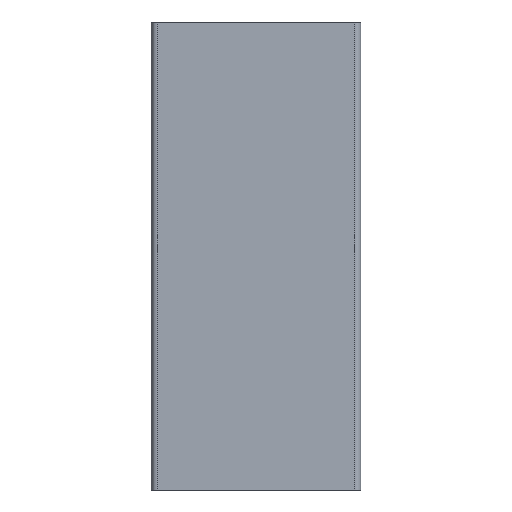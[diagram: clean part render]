
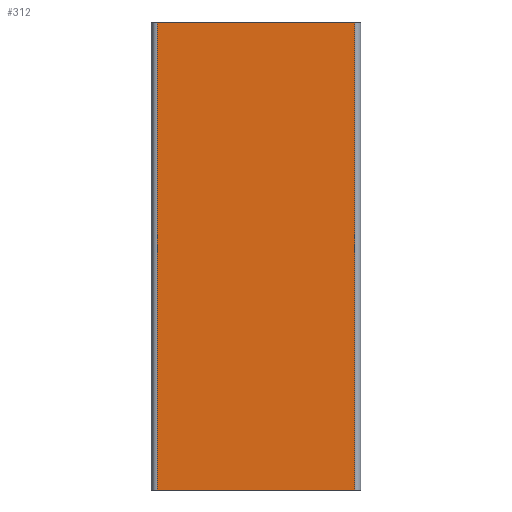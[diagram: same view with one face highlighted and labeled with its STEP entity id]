
A CAD part, front view. The second image highlights one B-rep face of the part: STEP entity #312.
In plain terms, the highlighted planar face has unit normal (0, -1, 0).
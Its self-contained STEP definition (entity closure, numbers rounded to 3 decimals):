
#36=FACE_OUTER_BOUND('',#52,.T.);
#52=EDGE_LOOP('',(#279,#280,#281,#282));
#65=LINE('',#458,#103);
#74=LINE('',#478,#112);
#83=LINE('',#496,#121);
#84=LINE('',#499,#122);
#103=VECTOR('',#371,10.);
#112=VECTOR('',#386,10.);
#121=VECTOR('',#399,10.);
#122=VECTOR('',#404,10.);
#140=VERTEX_POINT('',#455);
#141=VERTEX_POINT('',#457);
#148=VERTEX_POINT('',#474);
#156=VERTEX_POINT('',#495);
#170=EDGE_CURVE('',#141,#140,#65,.T.);
#181=EDGE_CURVE('',#141,#148,#74,.T.);
#190=EDGE_CURVE('',#148,#156,#83,.T.);
#192=EDGE_CURVE('',#156,#140,#84,.T.);
#279=ORIENTED_EDGE('',*,*,#181,.F.);
#280=ORIENTED_EDGE('',*,*,#170,.T.);
#281=ORIENTED_EDGE('',*,*,#192,.F.);
#282=ORIENTED_EDGE('',*,*,#190,.F.);
#296=PLANE('',#346);
#312=ADVANCED_FACE('',(#36),#296,.T.);
#346=AXIS2_PLACEMENT_3D('',#513,#425,#426);
#371=DIRECTION('',(1.,0.,0.));
#386=DIRECTION('',(0.,0.,1.));
#399=DIRECTION('',(1.,0.,0.));
#404=DIRECTION('',(0.,0.,-1.));
#425=DIRECTION('center_axis',(0.,-1.,0.));
#426=DIRECTION('ref_axis',(1.,0.,0.));
#455=CARTESIAN_POINT('',(16.,-5.,0.));
#457=CARTESIAN_POINT('',(-16.,-5.,0.));
#458=CARTESIAN_POINT('',(-17.,-5.,0.));
#474=CARTESIAN_POINT('',(-16.,-5.,76.));
#478=CARTESIAN_POINT('',(-16.,-5.,0.));
#495=CARTESIAN_POINT('',(16.,-5.,76.));
#496=CARTESIAN_POINT('',(-17.,-5.,76.));
#499=CARTESIAN_POINT('',(16.,-5.,0.));
#513=CARTESIAN_POINT('Origin',(-17.,-5.,0.));
